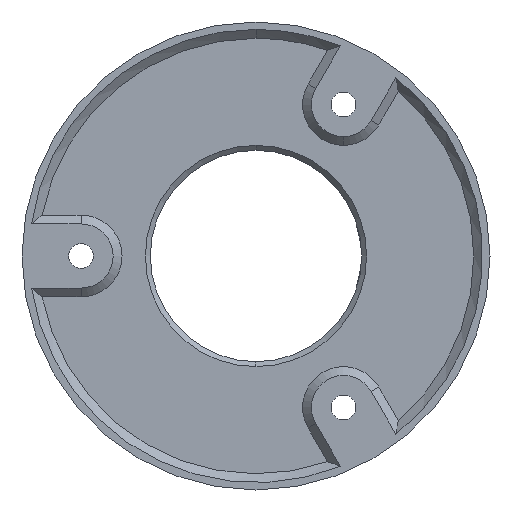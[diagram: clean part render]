
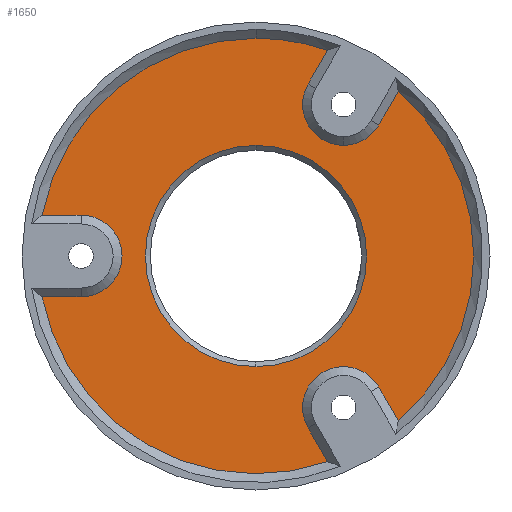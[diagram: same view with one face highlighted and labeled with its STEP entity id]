
A CAD part, left-side view. The second image highlights one B-rep face of the part: STEP entity #1650.
In plain terms, the highlighted planar face has unit normal (-1, 0, 0).
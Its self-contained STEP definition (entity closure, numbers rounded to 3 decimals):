
#23 = DIRECTION ( 'NONE',  ( 0., 0., -1. ) ) ;
#38 = CARTESIAN_POINT ( 'NONE',  ( 1.8, -24.938, -26.594 ) ) ;
#48 = CIRCLE ( 'NONE', #1587, 22.45 ) ;
#51 = CARTESIAN_POINT ( 'NONE',  ( 1.8, 0., 0. ) ) ;
#68 = CARTESIAN_POINT ( 'NONE',  ( 1.8, -24.938, 26.594 ) ) ;
#73 = DIRECTION ( 'NONE',  ( 0., -1., 0. ) ) ;
#103 = CARTESIAN_POINT ( 'NONE',  ( 1.8, -10.562, 34.894 ) ) ;
#105 = VERTEX_POINT ( 'NONE', #242 ) ;
#119 = VERTEX_POINT ( 'NONE', #68 ) ;
#125 = AXIS2_PLACEMENT_3D ( 'NONE', #1308, #2047, #23 ) ;
#141 = EDGE_CURVE ( 'NONE', #2224, #1866, #803, .T. ) ;
#143 = CARTESIAN_POINT ( 'NONE',  ( 1.8, -17.75, 30.744 ) ) ;
#163 = EDGE_CURVE ( 'NONE', #1685, #563, #304, .T. ) ;
#242 = CARTESIAN_POINT ( 'NONE',  ( 1.8, 43.414, 8.3 ) ) ;
#273 = CARTESIAN_POINT ( 'NONE',  ( 1.8, 35.5, 8.3 ) ) ;
#277 = VERTEX_POINT ( 'NONE', #1716 ) ;
#292 = ORIENTED_EDGE ( 'NONE', *, *, #163, .T. ) ;
#304 = CIRCLE ( 'NONE', #125, 22.45 ) ;
#312 = FACE_OUTER_BOUND ( 'NONE', #2316, .T. ) ;
#318 = CARTESIAN_POINT ( 'NONE',  ( 1.8, -10.562, -34.894 ) ) ;
#320 = CARTESIAN_POINT ( 'NONE',  ( 1.8, 0., 22.45 ) ) ;
#326 = DIRECTION ( 'NONE',  ( 0., 0., -1. ) ) ;
#377 = DIRECTION ( 'NONE',  ( -1., 0., 0. ) ) ;
#380 = DIRECTION ( 'NONE',  ( 1., 0., 0. ) ) ;
#405 = VERTEX_POINT ( 'NONE', #1229 ) ;
#433 = AXIS2_PLACEMENT_3D ( 'NONE', #1870, #380, #1146 ) ;
#461 = EDGE_CURVE ( 'NONE', #405, #1919, #1093, .T. ) ;
#528 = ORIENTED_EDGE ( 'NONE', *, *, #2193, .T. ) ;
#563 = VERTEX_POINT ( 'NONE', #1239 ) ;
#608 = VERTEX_POINT ( 'NONE', #318 ) ;
#636 = LINE ( 'NONE', #1569, #1912 ) ;
#639 = DIRECTION ( 'NONE',  ( -1., 0., 0. ) ) ;
#644 = CARTESIAN_POINT ( 'NONE',  ( 1.8, -14.519, 41.747 ) ) ;
#646 = DIRECTION ( 'NONE',  ( 0., 0.5, -0.866 ) ) ;
#684 = EDGE_CURVE ( 'NONE', #119, #405, #1989, .T. ) ;
#703 = CARTESIAN_POINT ( 'NONE',  ( 1.8, -10.562, -34.894 ) ) ;
#709 = ORIENTED_EDGE ( 'NONE', *, *, #1227, .T. ) ;
#719 = ORIENTED_EDGE ( 'NONE', *, *, #1635, .T. ) ;
#744 = DIRECTION ( 'NONE',  ( 0., 0., -1. ) ) ;
#803 = LINE ( 'NONE', #963, #2067 ) ;
#825 = EDGE_CURVE ( 'NONE', #2032, #866, #1717, .T. ) ;
#866 = VERTEX_POINT ( 'NONE', #970 ) ;
#867 = DIRECTION ( 'NONE',  ( 1., 0., 0. ) ) ;
#872 = DIRECTION ( 'NONE',  ( 0., 0., -1. ) ) ;
#888 = CARTESIAN_POINT ( 'NONE',  ( 1.8, 0., 0. ) ) ;
#899 = CIRCLE ( 'NONE', #2264, 8.3 ) ;
#906 = ORIENTED_EDGE ( 'NONE', *, *, #1180, .T. ) ;
#907 = DIRECTION ( 'NONE',  ( 0., 0., -1. ) ) ;
#909 = EDGE_CURVE ( 'NONE', #1866, #277, #1215, .T. ) ;
#919 = ORIENTED_EDGE ( 'NONE', *, *, #2222, .T. ) ;
#922 = CARTESIAN_POINT ( 'NONE',  ( 1.8, 0., 0. ) ) ;
#943 = VERTEX_POINT ( 'NONE', #38 ) ;
#963 = CARTESIAN_POINT ( 'NONE',  ( 1.8, -17.75, -8.3 ) ) ;
#970 = CARTESIAN_POINT ( 'NONE',  ( 1.8, -28.895, 33.447 ) ) ;
#990 = CARTESIAN_POINT ( 'NONE',  ( 1.8, 0., 0. ) ) ;
#1020 = AXIS2_PLACEMENT_3D ( 'NONE', #922, #1660, #2074 ) ;
#1022 = ORIENTED_EDGE ( 'NONE', *, *, #461, .T. ) ;
#1054 = DIRECTION ( 'NONE',  ( 1., 0., 0. ) ) ;
#1056 = VECTOR ( 'NONE', #73, 1000. ) ;
#1062 = PLANE ( 'NONE',  #2068 ) ;
#1093 = CIRCLE ( 'NONE', #2069, 8.3 ) ;
#1121 = EDGE_CURVE ( 'NONE', #105, #1943, #1724, .T. ) ;
#1146 = DIRECTION ( 'NONE',  ( 0., 0., -1. ) ) ;
#1176 = CARTESIAN_POINT ( 'NONE',  ( 1.8, -17.75, 8.3 ) ) ;
#1180 = EDGE_CURVE ( 'NONE', #1919, #1571, #2126, .T. ) ;
#1184 = CARTESIAN_POINT ( 'NONE',  ( 1.8, 1.687, -19.522 ) ) ;
#1212 = CIRCLE ( 'NONE', #2108, 44.2 ) ;
#1215 = CIRCLE ( 'NONE', #1625, 44.2 ) ;
#1227 = EDGE_CURVE ( 'NONE', #1943, #2224, #899, .T. ) ;
#1229 = CARTESIAN_POINT ( 'NONE',  ( 1.8, -17.75, 22.444 ) ) ;
#1234 = DIRECTION ( 'NONE',  ( 1., 0., 0. ) ) ;
#1239 = CARTESIAN_POINT ( 'NONE',  ( 1.8, 0., -22.45 ) ) ;
#1241 = FACE_BOUND ( 'NONE', #1793, .T. ) ;
#1283 = EDGE_CURVE ( 'NONE', #563, #1685, #48, .T. ) ;
#1308 = CARTESIAN_POINT ( 'NONE',  ( 1.8, 0., 0. ) ) ;
#1348 = DIRECTION ( 'NONE',  ( -1., 0., 0. ) ) ;
#1364 = CIRCLE ( 'NONE', #1020, 44.2 ) ;
#1380 = LINE ( 'NONE', #1184, #1397 ) ;
#1397 = VECTOR ( 'NONE', #646, 1000. ) ;
#1418 = ORIENTED_EDGE ( 'NONE', *, *, #909, .T. ) ;
#1438 = VECTOR ( 'NONE', #2315, 1000. ) ;
#1495 = ORIENTED_EDGE ( 'NONE', *, *, #1121, .T. ) ;
#1513 = ORIENTED_EDGE ( 'NONE', *, *, #1665, .T. ) ;
#1520 = VECTOR ( 'NONE', #2353, 1000. ) ;
#1529 = CARTESIAN_POINT ( 'NONE',  ( 1.8, 35.5, -8.3 ) ) ;
#1542 = ORIENTED_EDGE ( 'NONE', *, *, #1283, .T. ) ;
#1569 = CARTESIAN_POINT ( 'NONE',  ( 1.8, -24.938, -26.594 ) ) ;
#1570 = CARTESIAN_POINT ( 'NONE',  ( 1.8, 16.063, -11.222 ) ) ;
#1571 = VERTEX_POINT ( 'NONE', #644 ) ;
#1576 = DIRECTION ( 'NONE',  ( 0., 0., -1. ) ) ;
#1587 = AXIS2_PLACEMENT_3D ( 'NONE', #888, #1054, #2185 ) ;
#1588 = DIRECTION ( 'NONE',  ( 0., 0., -1. ) ) ;
#1604 = CARTESIAN_POINT ( 'NONE',  ( 1.8, -17.75, -30.744 ) ) ;
#1615 = CARTESIAN_POINT ( 'NONE',  ( 1.8, 0., 44.2 ) ) ;
#1625 = AXIS2_PLACEMENT_3D ( 'NONE', #51, #1348, #744 ) ;
#1633 = ORIENTED_EDGE ( 'NONE', *, *, #1969, .T. ) ;
#1635 = EDGE_CURVE ( 'NONE', #608, #943, #1909, .T. ) ;
#1650 = ADVANCED_FACE ( 'NONE', ( #1241, #312 ), #1062, .F. ) ;
#1660 = DIRECTION ( 'NONE',  ( -1., 0., 0. ) ) ;
#1665 = EDGE_CURVE ( 'NONE', #277, #608, #2161, .T. ) ;
#1677 = CARTESIAN_POINT ( 'NONE',  ( 1.8, 43.414, -8.3 ) ) ;
#1678 = DIRECTION ( 'NONE',  ( 0., 1., 0. ) ) ;
#1685 = VERTEX_POINT ( 'NONE', #320 ) ;
#1716 = CARTESIAN_POINT ( 'NONE',  ( 1.8, -14.519, -41.747 ) ) ;
#1717 = CIRCLE ( 'NONE', #1992, 44.2 ) ;
#1724 = LINE ( 'NONE', #1176, #1056 ) ;
#1747 = AXIS2_PLACEMENT_3D ( 'NONE', #1604, #2374, #1576 ) ;
#1793 = EDGE_LOOP ( 'NONE', ( #292, #1542 ) ) ;
#1795 = CARTESIAN_POINT ( 'NONE',  ( 1.8, -17.75, -30.744 ) ) ;
#1799 = EDGE_CURVE ( 'NONE', #1571, #2334, #1364, .T. ) ;
#1806 = CARTESIAN_POINT ( 'NONE',  ( 1.8, 35.5, 0. ) ) ;
#1866 = VERTEX_POINT ( 'NONE', #1677 ) ;
#1870 = CARTESIAN_POINT ( 'NONE',  ( 1.8, -17.75, 30.744 ) ) ;
#1876 = CARTESIAN_POINT ( 'NONE',  ( 1.8, -28.895, -33.447 ) ) ;
#1878 = DIRECTION ( 'NONE',  ( 0., 0., -1. ) ) ;
#1909 = CIRCLE ( 'NONE', #1747, 8.3 ) ;
#1912 = VECTOR ( 'NONE', #1920, 1000. ) ;
#1919 = VERTEX_POINT ( 'NONE', #103 ) ;
#1920 = DIRECTION ( 'NONE',  ( 0., -0.5, -0.866 ) ) ;
#1938 = ORIENTED_EDGE ( 'NONE', *, *, #141, .T. ) ;
#1943 = VERTEX_POINT ( 'NONE', #273 ) ;
#1969 = EDGE_CURVE ( 'NONE', #2334, #105, #1212, .T. ) ;
#1989 = CIRCLE ( 'NONE', #433, 8.3 ) ;
#1992 = AXIS2_PLACEMENT_3D ( 'NONE', #990, #377, #1878 ) ;
#2009 = DIRECTION ( 'NONE',  ( 1., 0., 0. ) ) ;
#2032 = VERTEX_POINT ( 'NONE', #1876 ) ;
#2047 = DIRECTION ( 'NONE',  ( 1., 0., 0. ) ) ;
#2067 = VECTOR ( 'NONE', #1678, 1000. ) ;
#2068 = AXIS2_PLACEMENT_3D ( 'NONE', #1795, #2009, #1588 ) ;
#2069 = AXIS2_PLACEMENT_3D ( 'NONE', #143, #867, #907 ) ;
#2074 = DIRECTION ( 'NONE',  ( 0., 0., -1. ) ) ;
#2108 = AXIS2_PLACEMENT_3D ( 'NONE', #2307, #639, #326 ) ;
#2126 = LINE ( 'NONE', #1570, #1438 ) ;
#2161 = LINE ( 'NONE', #703, #1520 ) ;
#2185 = DIRECTION ( 'NONE',  ( 0., 0., -1. ) ) ;
#2193 = EDGE_CURVE ( 'NONE', #943, #2032, #636, .T. ) ;
#2222 = EDGE_CURVE ( 'NONE', #866, #119, #1380, .T. ) ;
#2224 = VERTEX_POINT ( 'NONE', #1529 ) ;
#2264 = AXIS2_PLACEMENT_3D ( 'NONE', #1806, #1234, #872 ) ;
#2279 = ORIENTED_EDGE ( 'NONE', *, *, #1799, .T. ) ;
#2288 = ORIENTED_EDGE ( 'NONE', *, *, #684, .T. ) ;
#2307 = CARTESIAN_POINT ( 'NONE',  ( 1.8, 0., 0. ) ) ;
#2315 = DIRECTION ( 'NONE',  ( 0., -0.5, 0.866 ) ) ;
#2316 = EDGE_LOOP ( 'NONE', ( #1418, #1513, #719, #528, #2385, #919, #2288, #1022, #906, #2279, #1633, #1495, #709, #1938 ) ) ;
#2334 = VERTEX_POINT ( 'NONE', #1615 ) ;
#2353 = DIRECTION ( 'NONE',  ( 0., 0.5, 0.866 ) ) ;
#2374 = DIRECTION ( 'NONE',  ( 1., 0., 0. ) ) ;
#2385 = ORIENTED_EDGE ( 'NONE', *, *, #825, .T. ) ;
